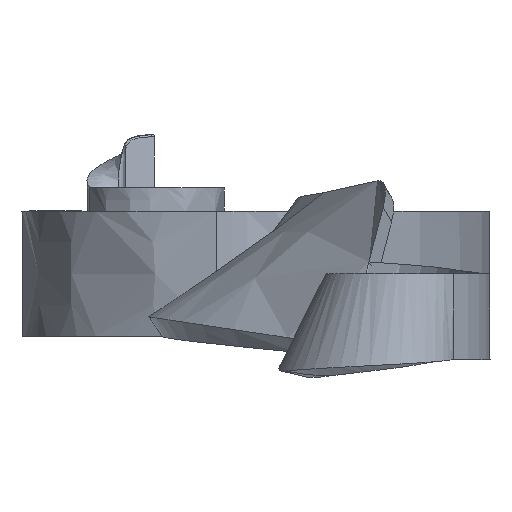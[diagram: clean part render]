
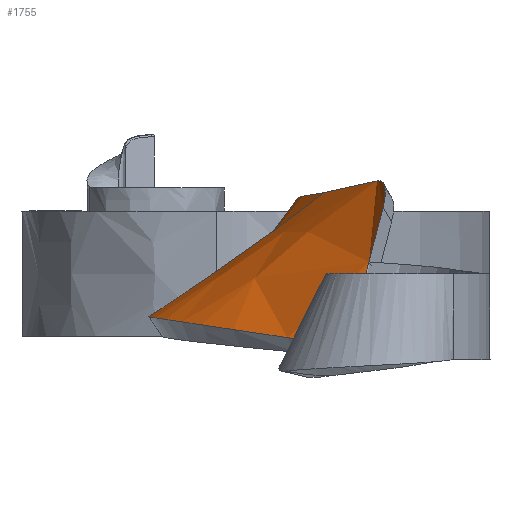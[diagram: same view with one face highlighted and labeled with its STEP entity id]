
A CAD part, left-side view. The second image highlights one B-rep face of the part: STEP entity #1755.
In plain terms, the highlighted free-form (B-spline) face has degree [3, 3] with [4, 6] control points.
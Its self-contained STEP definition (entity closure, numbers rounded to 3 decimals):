
#12 = DIRECTION ( 'NONE',  ( -0.447, 0.225, -0.866 ) ) ;
#207 = LINE ( 'NONE', #4979, #6613 ) ;
#225 = CARTESIAN_POINT ( 'NONE',  ( -93.109, -15.546, 11.882 ) ) ;
#289 = CARTESIAN_POINT ( 'NONE',  ( -98.891, -16.593, 10.039 ) ) ;
#641 = CARTESIAN_POINT ( 'NONE',  ( -79.859, 23.755, -3.988 ) ) ;
#689 = VERTEX_POINT ( 'NONE', #12236 ) ;
#803 = CARTESIAN_POINT ( 'NONE',  ( -47.213, -8.068, -2.443 ) ) ;
#907 = CARTESIAN_POINT ( 'NONE',  ( -99.135, 2.436, -7.262 ) ) ;
#1351 = CARTESIAN_POINT ( 'NONE',  ( -99.234, -16.557, 9.645 ) ) ;
#1355 = B_SPLINE_CURVE_WITH_KNOTS ( 'NONE', 3,
 ( #12280, #2374, #2759, #7745, #1351, #8991, #289, #6666, #10532, #2867, #13123, #2649, #9044, #12892, #5250, #6512, #15499, #1409 ),
 .UNSPECIFIED., .F., .F.,
 ( 4, 2, 2, 2, 2, 2, 2, 2, 4 ),
 ( 0., 0.001, 0.002, 0.002, 0.003, 0.004, 0.005, 0.006, 0.008 ),
 .UNSPECIFIED. ) ;
#1409 = CARTESIAN_POINT ( 'NONE',  ( -93.109, -15.546, 11.882 ) ) ;
#1707 = ORIENTED_EDGE ( 'NONE', *, *, #12556, .T. ) ;
#1755 = ADVANCED_FACE ( 'NONE', ( #16591 ), #7193, .T. ) ;
#2146 = CARTESIAN_POINT ( 'NONE',  ( -79.336, -11.633, 10.58 ) ) ;
#2187 = LINE ( 'NONE', #9453, #15625 ) ;
#2374 = CARTESIAN_POINT ( 'NONE',  ( -99.816, -16.414, 8.799 ) ) ;
#2649 = CARTESIAN_POINT ( 'NONE',  ( -96.753, -16.447, 11.473 ) ) ;
#2759 = CARTESIAN_POINT ( 'NONE',  ( -99.639, -16.474, 9.091 ) ) ;
#2867 = CARTESIAN_POINT ( 'NONE',  ( -97.688, -16.566, 11.019 ) ) ;
#2872 = B_SPLINE_CURVE_WITH_KNOTS ( 'NONE', 3,
 ( #10895, #3384, #15996, #3217, #12157, #16108 ),
 .UNSPECIFIED., .F., .F.,
 ( 4, 1, 1, 4 ),
 ( 0.103, 0.465, 0.752, 1. ),
 .UNSPECIFIED. ) ;
#3174 = CARTESIAN_POINT ( 'NONE',  ( -46.738, -7.967, -7.952 ) ) ;
#3217 = CARTESIAN_POINT ( 'NONE',  ( -59.776, -2.69, 9.712 ) ) ;
#3384 = CARTESIAN_POINT ( 'NONE',  ( -87.414, -13.587, 11.367 ) ) ;
#3456 = CARTESIAN_POINT ( 'NONE',  ( -90.542, -14.422, 11.652 ) ) ;
#3570 = CARTESIAN_POINT ( 'NONE',  ( -43.2, -12.6, 2.667 ) ) ;
#3620 = CARTESIAN_POINT ( 'NONE',  ( -57.976, -2.204, 3.861 ) ) ;
#3668 = EDGE_CURVE ( 'NONE', #7148, #8430, #12316, .T. ) ;
#3790 = DIRECTION ( 'NONE',  ( 0., 0., 1. ) ) ;
#4456 = CARTESIAN_POINT ( 'NONE',  ( -43.2, -12.6, -8. ) ) ;
#4518 = CARTESIAN_POINT ( 'NONE',  ( -54.375, -1.232, -7.84 ) ) ;
#4845 = CARTESIAN_POINT ( 'NONE',  ( -43.2, -12.6, -2.667 ) ) ;
#4895 = CARTESIAN_POINT ( 'NONE',  ( -79.51, 0.163, 5.724 ) ) ;
#4979 = CARTESIAN_POINT ( 'NONE',  ( -97.997, -17.329, 12.325 ) ) ;
#5250 = CARTESIAN_POINT ( 'NONE',  ( -95.431, -16.196, 11.823 ) ) ;
#5333 = ORIENTED_EDGE ( 'NONE', *, *, #3668, .F. ) ;
#5597 = EDGE_CURVE ( 'NONE', #7326, #6535, #1355, .T. ) ;
#5755 = CARTESIAN_POINT ( 'NONE',  ( -99.135, 2.436, -7.262 ) ) ;
#5975 = CARTESIAN_POINT ( 'NONE',  ( -46.738, -7.967, -7.952 ) ) ;
#6263 = EDGE_LOOP ( 'NONE', ( #9980, #9252, #13261, #5333, #1707, #8166 ) ) ;
#6512 = CARTESIAN_POINT ( 'NONE',  ( -94.43, -15.959, 11.944 ) ) ;
#6535 = VERTEX_POINT ( 'NONE', #225 ) ;
#6613 = VECTOR ( 'NONE', #12, 1000. ) ;
#6666 = CARTESIAN_POINT ( 'NONE',  ( -98.522, -16.609, 10.407 ) ) ;
#6686 = VECTOR ( 'NONE', #3790, 1000. ) ;
#6789 = VERTEX_POINT ( 'NONE', #14967 ) ;
#7148 = VERTEX_POINT ( 'NONE', #11613 ) ;
#7193 = B_SPLINE_SURFACE_WITH_KNOTS ( 'NONE', 3, 3, ( 
 ( #11284, #13764, #12564, #2146, #3456, #11224 ),
 ( #3570, #13712, #3620, #4895, #12397, #13656 ),
 ( #4845, #803, #13816, #7342, #9732, #7286 ),
 ( #12348, #5975, #14941, #16395, #907, #11071 ) ),
 .UNSPECIFIED., .F., .F., .F.,
 ( 4, 4 ),
 ( 4, 1, 1, 4 ),
 ( 0., 1. ),
 ( 0., 0.248, 0.535, 1. ),
 .UNSPECIFIED. ) ;
#7286 = CARTESIAN_POINT ( 'NONE',  ( -105.441, -13.583, -2.108 ) ) ;
#7326 = VERTEX_POINT ( 'NONE', #15131 ) ;
#7342 = CARTESIAN_POINT ( 'NONE',  ( -79.684, 11.959, 0.868 ) ) ;
#7745 = CARTESIAN_POINT ( 'NONE',  ( -99.34, -16.539, 9.509 ) ) ;
#8166 = ORIENTED_EDGE ( 'NONE', *, *, #15605, .F. ) ;
#8430 = VERTEX_POINT ( 'NONE', #16056 ) ;
#8484 = EDGE_CURVE ( 'NONE', #6535, #8430, #2872, .T. ) ;
#8991 = CARTESIAN_POINT ( 'NONE',  ( -99.01, -16.584, 9.91 ) ) ;
#9044 = CARTESIAN_POINT ( 'NONE',  ( -96.429, -16.394, 11.585 ) ) ;
#9252 = ORIENTED_EDGE ( 'NONE', *, *, #5597, .T. ) ;
#9453 = CARTESIAN_POINT ( 'NONE',  ( -103.58, -14.52, 1.5 ) ) ;
#9732 = CARTESIAN_POINT ( 'NONE',  ( -96.27, -3.183, -0.957 ) ) ;
#9980 = ORIENTED_EDGE ( 'NONE', *, *, #14225, .F. ) ;
#10293 = B_SPLINE_CURVE_WITH_KNOTS ( 'NONE', 3,
 ( #4456, #3174, #4518, #641, #5755, #15954 ),
 .UNSPECIFIED., .F., .F.,
 ( 4, 1, 1, 4 ),
 ( 0., 0.248, 0.535, 1. ),
 .UNSPECIFIED. ) ;
#10532 = CARTESIAN_POINT ( 'NONE',  ( -98.256, -16.603, 10.628 ) ) ;
#10664 = DIRECTION ( 'NONE',  ( -0.447, 0.225, -0.866 ) ) ;
#10895 = CARTESIAN_POINT ( 'NONE',  ( -93.109, -15.546, 11.882 ) ) ;
#11071 = CARTESIAN_POINT ( 'NONE',  ( -109.163, -11.71, -9.325 ) ) ;
#11224 = CARTESIAN_POINT ( 'NONE',  ( -97.997, -17.329, 12.325 ) ) ;
#11284 = CARTESIAN_POINT ( 'NONE',  ( -43.2, -12.6, 8. ) ) ;
#11613 = CARTESIAN_POINT ( 'NONE',  ( -43.2, -12.6, -8. ) ) ;
#12157 = CARTESIAN_POINT ( 'NONE',  ( -48.163, -8.271, 8.575 ) ) ;
#12236 = CARTESIAN_POINT ( 'NONE',  ( -109.163, -11.71, -9.325 ) ) ;
#12280 = CARTESIAN_POINT ( 'NONE',  ( -99.972, -16.336, 8.496 ) ) ;
#12316 = LINE ( 'NONE', #14157, #6686 ) ;
#12348 = CARTESIAN_POINT ( 'NONE',  ( -43.2, -12.6, -8. ) ) ;
#12397 = CARTESIAN_POINT ( 'NONE',  ( -93.406, -8.803, 5.348 ) ) ;
#12556 = EDGE_CURVE ( 'NONE', #7148, #689, #10293, .T. ) ;
#12564 = CARTESIAN_POINT ( 'NONE',  ( -59.776, -2.69, 9.712 ) ) ;
#12892 = CARTESIAN_POINT ( 'NONE',  ( -95.768, -16.268, 11.76 ) ) ;
#13123 = CARTESIAN_POINT ( 'NONE',  ( -97.381, -16.533, 11.191 ) ) ;
#13261 = ORIENTED_EDGE ( 'NONE', *, *, #8484, .T. ) ;
#13656 = CARTESIAN_POINT ( 'NONE',  ( -101.719, -15.456, 5.108 ) ) ;
#13712 = CARTESIAN_POINT ( 'NONE',  ( -47.688, -8.169, 3.066 ) ) ;
#13764 = CARTESIAN_POINT ( 'NONE',  ( -48.163, -8.271, 8.575 ) ) ;
#13816 = CARTESIAN_POINT ( 'NONE',  ( -56.175, -1.718, -1.989 ) ) ;
#14157 = CARTESIAN_POINT ( 'NONE',  ( -43.2, -12.6, -8. ) ) ;
#14225 = EDGE_CURVE ( 'NONE', #7326, #6789, #207, .T. ) ;
#14941 = CARTESIAN_POINT ( 'NONE',  ( -54.375, -1.232, -7.84 ) ) ;
#14967 = CARTESIAN_POINT ( 'NONE',  ( -103.58, -14.52, 1.5 ) ) ;
#15131 = CARTESIAN_POINT ( 'NONE',  ( -99.972, -16.336, 8.496 ) ) ;
#15499 = CARTESIAN_POINT ( 'NONE',  ( -93.766, -15.771, 11.941 ) ) ;
#15605 = EDGE_CURVE ( 'NONE', #6789, #689, #2187, .T. ) ;
#15625 = VECTOR ( 'NONE', #10664, 1000. ) ;
#15954 = CARTESIAN_POINT ( 'NONE',  ( -109.163, -11.71, -9.325 ) ) ;
#15996 = CARTESIAN_POINT ( 'NONE',  ( -77.325, -10.713, 10.491 ) ) ;
#16056 = CARTESIAN_POINT ( 'NONE',  ( -43.2, -12.6, 8. ) ) ;
#16108 = CARTESIAN_POINT ( 'NONE',  ( -43.2, -12.6, 8. ) ) ;
#16395 = CARTESIAN_POINT ( 'NONE',  ( -79.859, 23.755, -3.988 ) ) ;
#16591 = FACE_OUTER_BOUND ( 'NONE', #6263, .T. ) ;
